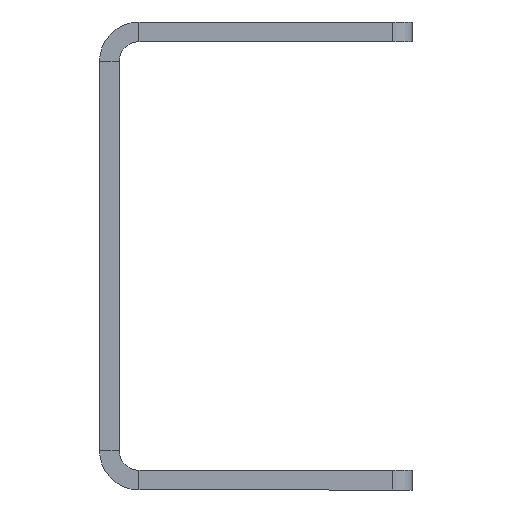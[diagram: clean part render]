
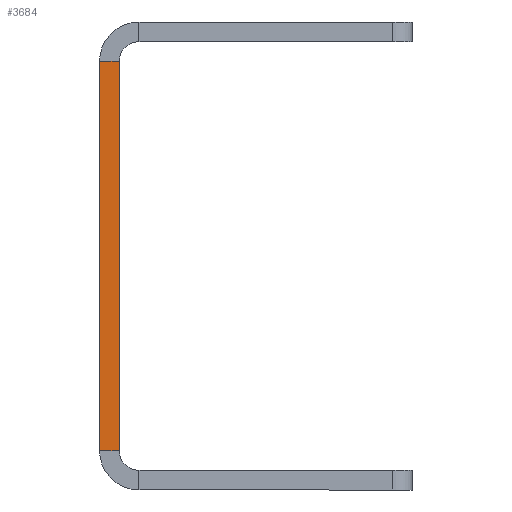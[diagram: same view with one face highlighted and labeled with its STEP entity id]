
A CAD part, left-side view. The second image highlights one B-rep face of the part: STEP entity #3684.
In plain terms, the highlighted planar face has unit normal (-1, 0, 0).
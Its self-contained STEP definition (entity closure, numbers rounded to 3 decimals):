
#80=PLANE('',#3976);
#266=FACE_OUTER_BOUND('',#464,.T.);
#464=EDGE_LOOP('',(#2983,#2984,#2985,#2986));
#834=LINE('',#5778,#1288);
#838=LINE('',#5787,#1292);
#841=LINE('',#5793,#1295);
#842=LINE('',#5794,#1296);
#1288=VECTOR('',#4676,10.);
#1292=VECTOR('',#4688,10.);
#1295=VECTOR('',#4693,10.);
#1296=VECTOR('',#4694,10.);
#1831=VERTEX_POINT('',#5775);
#1832=VERTEX_POINT('',#5777);
#1833=VERTEX_POINT('',#5786);
#1835=VERTEX_POINT('',#5792);
#2269=EDGE_CURVE('',#1832,#1831,#834,.T.);
#2274=EDGE_CURVE('',#1832,#1833,#838,.T.);
#2277=EDGE_CURVE('',#1831,#1835,#841,.T.);
#2278=EDGE_CURVE('',#1835,#1833,#842,.T.);
#2983=ORIENTED_EDGE('',*,*,#2269,.T.);
#2984=ORIENTED_EDGE('',*,*,#2277,.T.);
#2985=ORIENTED_EDGE('',*,*,#2278,.T.);
#2986=ORIENTED_EDGE('',*,*,#2274,.F.);
#3684=ADVANCED_FACE('',(#266),#80,.T.);
#3976=AXIS2_PLACEMENT_3D('',#5791,#4691,#4692);
#4676=DIRECTION('',(0.,1.,0.));
#4688=DIRECTION('',(0.,0.,-1.));
#4691=DIRECTION('center_axis',(-1.,0.,0.));
#4692=DIRECTION('ref_axis',(0.,0.,1.));
#4693=DIRECTION('',(0.,0.,-1.));
#4694=DIRECTION('',(0.,-1.,0.));
#5775=CARTESIAN_POINT('',(-98.6,2.,47.038));
#5777=CARTESIAN_POINT('',(-98.6,0.,47.038));
#5778=CARTESIAN_POINT('',(-98.6,0.,47.038));
#5786=CARTESIAN_POINT('',(-98.6,0.,7.562));
#5787=CARTESIAN_POINT('',(-98.6,0.,79.3));
#5791=CARTESIAN_POINT('Origin',(-98.6,0.,27.3));
#5792=CARTESIAN_POINT('',(-98.6,2.,7.562));
#5793=CARTESIAN_POINT('',(-98.6,2.,27.3));
#5794=CARTESIAN_POINT('',(-98.6,0.,7.562));
